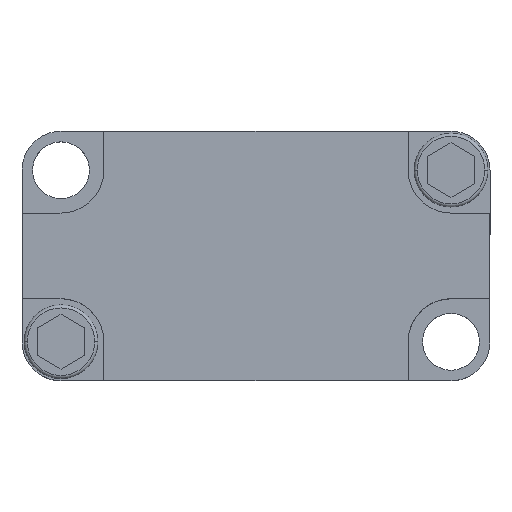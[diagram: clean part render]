
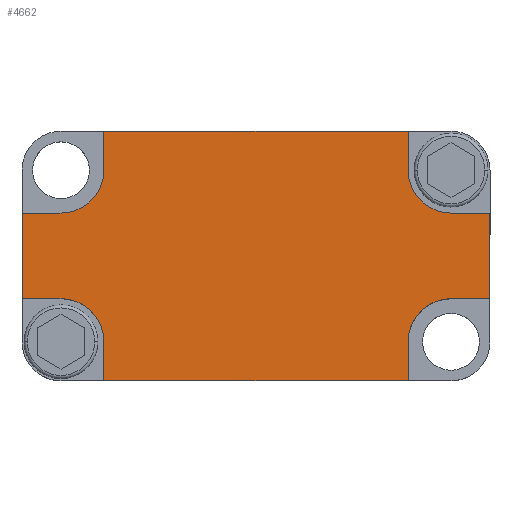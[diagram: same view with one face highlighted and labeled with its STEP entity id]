
A CAD part, top view. The second image highlights one B-rep face of the part: STEP entity #4662.
In plain terms, the highlighted planar face has unit normal (0, 0, 1).
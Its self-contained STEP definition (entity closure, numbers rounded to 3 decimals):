
#4140=CARTESIAN_POINT('',(6.35,-1.394,4.3));
#4141=VERTEX_POINT('',#4140);
#4142=CARTESIAN_POINT('',(4.95,-2.794,4.3));
#4143=VERTEX_POINT('',#4142);
#4144=CARTESIAN_POINT('',(6.35,-2.794,4.3));
#4145=DIRECTION('',(0.0,0.0,1.0));
#4146=DIRECTION('',(-0.707,0.707,0.0));
#4147=AXIS2_PLACEMENT_3D('',#4144,#4145,#4146);
#4148=CIRCLE('',#4147,1.4);
#4149=EDGE_CURVE('',#4141,#4143,#4148,.T.);
#4182=CARTESIAN_POINT('',(4.95,-4.064,4.3));
#4183=VERTEX_POINT('',#4182);
#4184=CARTESIAN_POINT('',(4.95,-2.794,4.3));
#4185=DIRECTION('',(0.0,-1.0,0.0));
#4186=VECTOR('',#4185,1.27);
#4187=LINE('',#4184,#4186);
#4188=EDGE_CURVE('',#4143,#4183,#4187,.T.);
#4213=CARTESIAN_POINT('',(-4.95,-4.064,4.3));
#4214=VERTEX_POINT('',#4213);
#4215=CARTESIAN_POINT('',(4.95,-4.064,4.3));
#4216=DIRECTION('',(-1.0,0.0,0.0));
#4217=VECTOR('',#4216,9.9);
#4218=LINE('',#4215,#4217);
#4219=EDGE_CURVE('',#4183,#4214,#4218,.T.);
#4244=CARTESIAN_POINT('',(-4.95,-2.794,4.3));
#4245=VERTEX_POINT('',#4244);
#4246=CARTESIAN_POINT('',(-4.95,-4.064,4.3));
#4247=DIRECTION('',(0.0,1.0,0.0));
#4248=VECTOR('',#4247,1.27);
#4249=LINE('',#4246,#4248);
#4250=EDGE_CURVE('',#4214,#4245,#4249,.T.);
#4275=CARTESIAN_POINT('',(-6.35,-1.394,4.3));
#4276=VERTEX_POINT('',#4275);
#4277=CARTESIAN_POINT('',(-6.35,-2.794,4.3));
#4278=DIRECTION('',(0.0,0.0,1.0));
#4279=DIRECTION('',(0.707,0.707,0.0));
#4280=AXIS2_PLACEMENT_3D('',#4277,#4278,#4279);
#4281=CIRCLE('',#4280,1.4);
#4282=EDGE_CURVE('',#4245,#4276,#4281,.T.);
#4308=CARTESIAN_POINT('',(-7.62,-1.394,4.3));
#4309=VERTEX_POINT('',#4308);
#4310=CARTESIAN_POINT('',(-6.35,-1.394,4.3));
#4311=DIRECTION('',(-1.0,0.0,0.0));
#4312=VECTOR('',#4311,1.27);
#4313=LINE('',#4310,#4312);
#4314=EDGE_CURVE('',#4276,#4309,#4313,.T.);
#4339=CARTESIAN_POINT('',(-7.62,1.394,4.3));
#4340=VERTEX_POINT('',#4339);
#4341=CARTESIAN_POINT('',(-7.62,-1.394,4.3));
#4342=DIRECTION('',(0.0,1.0,0.0));
#4343=VECTOR('',#4342,2.788);
#4344=LINE('',#4341,#4343);
#4345=EDGE_CURVE('',#4309,#4340,#4344,.T.);
#4370=CARTESIAN_POINT('',(-6.35,1.394,4.3));
#4371=VERTEX_POINT('',#4370);
#4372=CARTESIAN_POINT('',(-7.62,1.394,4.3));
#4373=DIRECTION('',(1.0,0.0,0.0));
#4374=VECTOR('',#4373,1.27);
#4375=LINE('',#4372,#4374);
#4376=EDGE_CURVE('',#4340,#4371,#4375,.T.);
#4401=CARTESIAN_POINT('',(-4.95,2.794,4.3));
#4402=VERTEX_POINT('',#4401);
#4403=CARTESIAN_POINT('',(-6.35,2.794,4.3));
#4404=DIRECTION('',(0.0,0.0,1.0));
#4405=DIRECTION('',(0.707,-0.707,0.0));
#4406=AXIS2_PLACEMENT_3D('',#4403,#4404,#4405);
#4407=CIRCLE('',#4406,1.4);
#4408=EDGE_CURVE('',#4371,#4402,#4407,.T.);
#4434=CARTESIAN_POINT('',(-4.95,4.064,4.3));
#4435=VERTEX_POINT('',#4434);
#4436=CARTESIAN_POINT('',(-4.95,2.794,4.3));
#4437=DIRECTION('',(0.0,1.0,0.0));
#4438=VECTOR('',#4437,1.27);
#4439=LINE('',#4436,#4438);
#4440=EDGE_CURVE('',#4402,#4435,#4439,.T.);
#4465=CARTESIAN_POINT('',(4.95,4.064,4.3));
#4466=VERTEX_POINT('',#4465);
#4467=CARTESIAN_POINT('',(-4.95,4.064,4.3));
#4468=DIRECTION('',(1.0,0.0,0.0));
#4469=VECTOR('',#4468,9.9);
#4470=LINE('',#4467,#4469);
#4471=EDGE_CURVE('',#4435,#4466,#4470,.T.);
#4496=CARTESIAN_POINT('',(4.95,2.794,4.3));
#4497=VERTEX_POINT('',#4496);
#4498=CARTESIAN_POINT('',(4.95,4.064,4.3));
#4499=DIRECTION('',(0.0,-1.0,0.0));
#4500=VECTOR('',#4499,1.27);
#4501=LINE('',#4498,#4500);
#4502=EDGE_CURVE('',#4466,#4497,#4501,.T.);
#4527=CARTESIAN_POINT('',(6.35,1.394,4.3));
#4528=VERTEX_POINT('',#4527);
#4529=CARTESIAN_POINT('',(6.35,2.794,4.3));
#4530=DIRECTION('',(0.0,0.0,1.0));
#4531=DIRECTION('',(-0.707,-0.707,0.0));
#4532=AXIS2_PLACEMENT_3D('',#4529,#4530,#4531);
#4533=CIRCLE('',#4532,1.4);
#4534=EDGE_CURVE('',#4497,#4528,#4533,.T.);
#4560=CARTESIAN_POINT('',(7.62,1.394,4.3));
#4561=VERTEX_POINT('',#4560);
#4562=CARTESIAN_POINT('',(6.35,1.394,4.3));
#4563=DIRECTION('',(1.0,0.0,0.0));
#4564=VECTOR('',#4563,1.27);
#4565=LINE('',#4562,#4564);
#4566=EDGE_CURVE('',#4528,#4561,#4565,.T.);
#4591=CARTESIAN_POINT('',(7.62,-1.394,4.3));
#4592=VERTEX_POINT('',#4591);
#4593=CARTESIAN_POINT('',(7.62,1.394,4.3));
#4594=DIRECTION('',(0.0,-1.0,0.0));
#4595=VECTOR('',#4594,2.788);
#4596=LINE('',#4593,#4595);
#4597=EDGE_CURVE('',#4561,#4592,#4596,.T.);
#4622=CARTESIAN_POINT('',(7.62,-1.394,4.3));
#4623=DIRECTION('',(-1.0,0.0,0.0));
#4624=VECTOR('',#4623,1.27);
#4625=LINE('',#4622,#4624);
#4626=EDGE_CURVE('',#4592,#4141,#4625,.T.);
#4639=CARTESIAN_POINT('',(0.,0.,4.3));
#4640=DIRECTION('',(0.0,0.0,1.0));
#4641=DIRECTION('',(1.0,0.0,0.0));
#4642=AXIS2_PLACEMENT_3D('',#4639,#4640,#4641);
#4643=PLANE('',#4642);
#4644=ORIENTED_EDGE('',*,*,#4149,.F.);
#4645=ORIENTED_EDGE('',*,*,#4626,.F.);
#4646=ORIENTED_EDGE('',*,*,#4597,.F.);
#4647=ORIENTED_EDGE('',*,*,#4566,.F.);
#4648=ORIENTED_EDGE('',*,*,#4534,.F.);
#4649=ORIENTED_EDGE('',*,*,#4502,.F.);
#4650=ORIENTED_EDGE('',*,*,#4471,.F.);
#4651=ORIENTED_EDGE('',*,*,#4440,.F.);
#4652=ORIENTED_EDGE('',*,*,#4408,.F.);
#4653=ORIENTED_EDGE('',*,*,#4376,.F.);
#4654=ORIENTED_EDGE('',*,*,#4345,.F.);
#4655=ORIENTED_EDGE('',*,*,#4314,.F.);
#4656=ORIENTED_EDGE('',*,*,#4282,.F.);
#4657=ORIENTED_EDGE('',*,*,#4250,.F.);
#4658=ORIENTED_EDGE('',*,*,#4219,.F.);
#4659=ORIENTED_EDGE('',*,*,#4188,.F.);
#4660=EDGE_LOOP('',(#4644,#4645,#4646,#4647,#4648,#4649,#4650,#4651,#4652,#4653,#4654,#4655,#4656,#4657,#4658,#4659));
#4661=FACE_OUTER_BOUND('',#4660,.T.);
#4662=ADVANCED_FACE('',(#4661),#4643,.T.);
